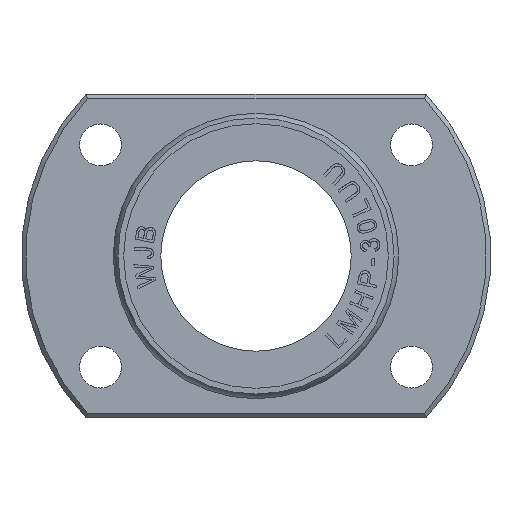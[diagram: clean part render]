
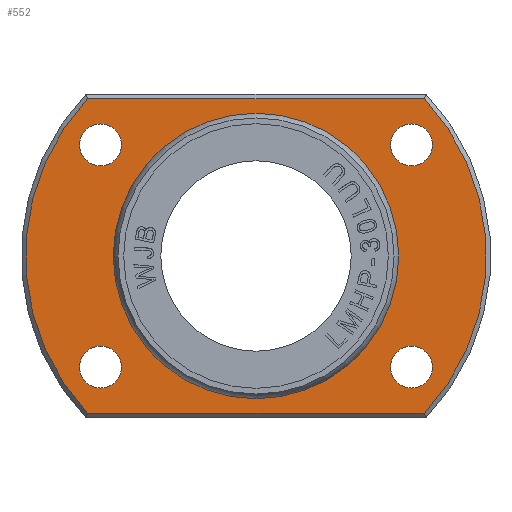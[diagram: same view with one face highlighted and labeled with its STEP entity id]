
A CAD part, left-side view. The second image highlights one B-rep face of the part: STEP entity #552.
In plain terms, the highlighted planar face has unit normal (-1, 0, 0).
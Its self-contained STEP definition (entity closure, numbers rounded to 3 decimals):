
#552=ADVANCED_FACE('',(#1319,#1320,#1321,#1322,#1323,#1324),#941,.T.);
#941=PLANE('',#6996);
#1213=CIRCLE('',#6989,3.3);
#1214=CIRCLE('',#6990,3.3);
#1215=CIRCLE('',#6991,22.127);
#1216=CIRCLE('',#6992,36.3);
#1217=CIRCLE('',#6993,36.3);
#1218=CIRCLE('',#6994,3.3);
#1219=CIRCLE('',#6995,3.3);
#1319=FACE_BOUND('',#1441,.T.);
#1320=FACE_BOUND('',#1442,.T.);
#1321=FACE_BOUND('',#1443,.T.);
#1322=FACE_BOUND('',#1444,.T.);
#1323=FACE_BOUND('',#1445,.T.);
#1324=FACE_BOUND('',#1446,.T.);
#1441=EDGE_LOOP('',(#2608));
#1442=EDGE_LOOP('',(#2609));
#1443=EDGE_LOOP('',(#2610));
#1444=EDGE_LOOP('',(#2611,#2612,#2613,#2614));
#1445=EDGE_LOOP('',(#2615));
#1446=EDGE_LOOP('',(#2616));
#1953=B_SPLINE_CURVE_WITH_KNOTS('',3,(#10402,#10403,#10404,#10405),.UNSPECIFIED.,
 .F.,.F.,(4,4),(0.,1.),.UNSPECIFIED.);
#1954=B_SPLINE_CURVE_WITH_KNOTS('',3,(#10409,#10410,#10411,#10412),.UNSPECIFIED.,
 .F.,.F.,(4,4),(0.,1.),.UNSPECIFIED.);
#2608=ORIENTED_EDGE('',*,*,#5170,.T.);
#2609=ORIENTED_EDGE('',*,*,#5171,.T.);
#2610=ORIENTED_EDGE('',*,*,#5172,.F.);
#2611=ORIENTED_EDGE('',*,*,#5173,.F.);
#2612=ORIENTED_EDGE('',*,*,#5174,.F.);
#2613=ORIENTED_EDGE('',*,*,#5175,.F.);
#2614=ORIENTED_EDGE('',*,*,#5176,.F.);
#2615=ORIENTED_EDGE('',*,*,#5177,.T.);
#2616=ORIENTED_EDGE('',*,*,#5178,.T.);
#4524=VERTEX_POINT('',#10394);
#4525=VERTEX_POINT('',#10396);
#4526=VERTEX_POINT('',#10398);
#4527=VERTEX_POINT('',#10400);
#4528=VERTEX_POINT('',#10401);
#4529=VERTEX_POINT('',#10406);
#4530=VERTEX_POINT('',#10408);
#4531=VERTEX_POINT('',#10414);
#4532=VERTEX_POINT('',#10416);
#5170=EDGE_CURVE('',#4524,#4524,#1213,.T.);
#5171=EDGE_CURVE('',#4525,#4525,#1214,.T.);
#5172=EDGE_CURVE('',#4526,#4526,#1215,.T.);
#5173=EDGE_CURVE('',#4527,#4528,#1216,.T.);
#5174=EDGE_CURVE('',#4529,#4527,#1953,.T.);
#5175=EDGE_CURVE('',#4530,#4529,#1217,.T.);
#5176=EDGE_CURVE('',#4528,#4530,#1954,.T.);
#5177=EDGE_CURVE('',#4531,#4531,#1218,.T.);
#5178=EDGE_CURVE('',#4532,#4532,#1219,.T.);
#6989=AXIS2_PLACEMENT_3D('',#10393,#7577,#7578);
#6990=AXIS2_PLACEMENT_3D('',#10395,#7579,#7580);
#6991=AXIS2_PLACEMENT_3D('',#10397,#7581,#7582);
#6992=AXIS2_PLACEMENT_3D('',#10399,#7583,#7584);
#6993=AXIS2_PLACEMENT_3D('',#10407,#7585,#7586);
#6994=AXIS2_PLACEMENT_3D('',#10413,#7587,#7588);
#6995=AXIS2_PLACEMENT_3D('',#10415,#7589,#7590);
#6996=AXIS2_PLACEMENT_3D('',#10417,#7591,#7592);
#7577=DIRECTION('',(1.,0.,0.));
#7578=DIRECTION('',(0.,0.,1.));
#7579=DIRECTION('',(1.,0.,0.));
#7580=DIRECTION('',(0.,0.,1.));
#7581=DIRECTION('',(-1.,0.,0.));
#7582=DIRECTION('',(0.,0.,1.));
#7583=DIRECTION('',(1.,0.,0.));
#7584=DIRECTION('',(0.,0.,-1.));
#7585=DIRECTION('',(1.,0.,0.));
#7586=DIRECTION('',(0.,0.,-1.));
#7587=DIRECTION('',(1.,0.,0.));
#7588=DIRECTION('',(0.,0.,1.));
#7589=DIRECTION('',(1.,0.,0.));
#7590=DIRECTION('',(0.,0.,1.));
#7591=DIRECTION('',(-1.,0.,0.));
#7592=DIRECTION('',(0.,0.,1.));
#10393=CARTESIAN_POINT('',(10.,-24.5,17.5));
#10394=CARTESIAN_POINT('',(10.,-24.5,20.8));
#10395=CARTESIAN_POINT('',(10.,24.5,17.5));
#10396=CARTESIAN_POINT('',(10.,24.5,20.8));
#10397=CARTESIAN_POINT('',(10.,0.,0.));
#10398=CARTESIAN_POINT('',(10.,0.,22.127));
#10399=CARTESIAN_POINT('',(10.,0.,0.));
#10400=CARTESIAN_POINT('',(10.,-26.508,24.8));
#10401=CARTESIAN_POINT('',(10.,-26.508,-24.8));
#10402=CARTESIAN_POINT('',(10.,26.508,24.8));
#10403=CARTESIAN_POINT('',(10.,8.836,24.8));
#10404=CARTESIAN_POINT('',(10.,-8.836,24.8));
#10405=CARTESIAN_POINT('',(10.,-26.508,24.8));
#10406=CARTESIAN_POINT('',(10.,26.508,24.8));
#10407=CARTESIAN_POINT('',(10.,0.,0.));
#10408=CARTESIAN_POINT('',(10.,26.508,-24.8));
#10409=CARTESIAN_POINT('',(10.,-26.508,-24.8));
#10410=CARTESIAN_POINT('',(10.,-8.836,-24.8));
#10411=CARTESIAN_POINT('',(10.,8.836,-24.8));
#10412=CARTESIAN_POINT('',(10.,26.508,-24.8));
#10413=CARTESIAN_POINT('',(10.,24.5,-17.5));
#10414=CARTESIAN_POINT('',(10.,24.5,-14.2));
#10415=CARTESIAN_POINT('',(10.,-24.5,-17.5));
#10416=CARTESIAN_POINT('',(10.,-24.5,-14.2));
#10417=CARTESIAN_POINT('',(10.,0.,29.563));
